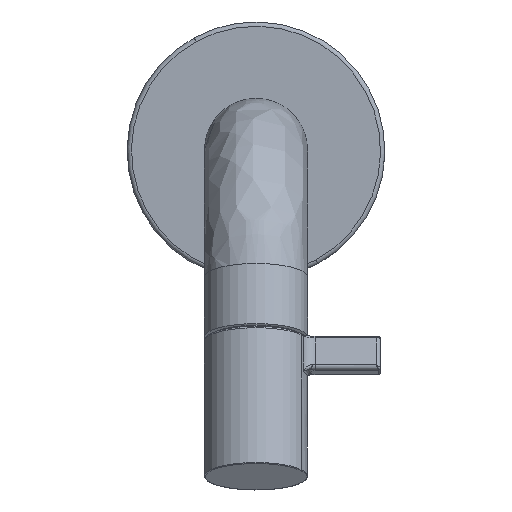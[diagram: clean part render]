
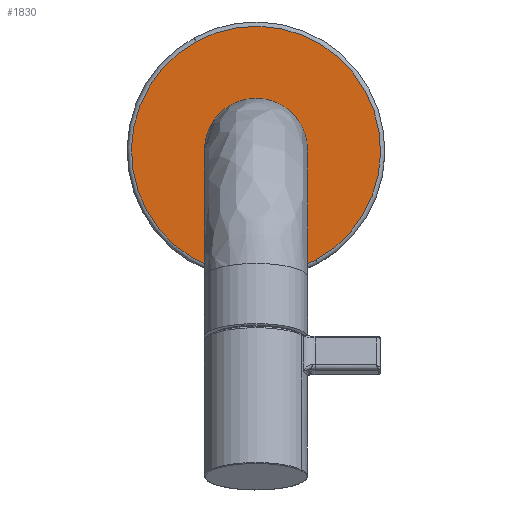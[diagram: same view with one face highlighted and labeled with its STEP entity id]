
A CAD part, top view. The second image highlights one B-rep face of the part: STEP entity #1830.
In plain terms, the highlighted planar face has unit normal (0, 0, 1).
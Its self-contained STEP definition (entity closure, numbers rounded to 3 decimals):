
#45 = ORIENTED_EDGE ( 'NONE', *, *, #1116, .F. ) ;
#69 = VERTEX_POINT ( 'NONE', #1826 ) ;
#70 = CIRCLE ( 'NONE', #259, 29. ) ;
#81 = AXIS2_PLACEMENT_3D ( 'NONE', #370, #226, #1853 ) ;
#87 = ORIENTED_EDGE ( 'NONE', *, *, #1387, .F. ) ;
#121 = ORIENTED_EDGE ( 'NONE', *, *, #969, .T. ) ;
#226 = DIRECTION ( 'NONE',  ( 0., 0., 1. ) ) ;
#229 = ORIENTED_EDGE ( 'NONE', *, *, #726, .T. ) ;
#234 = FACE_BOUND ( 'NONE', #1035, .T. ) ;
#259 = AXIS2_PLACEMENT_3D ( 'NONE', #1880, #558, #998 ) ;
#289 = CARTESIAN_POINT ( 'NONE',  ( 0., 12.9, 8. ) ) ;
#294 = CIRCLE ( 'NONE', #1285, 29. ) ;
#370 = CARTESIAN_POINT ( 'NONE',  ( 0., 0., 8. ) ) ;
#445 = DIRECTION ( 'NONE',  ( 0., 0., 1. ) ) ;
#558 = DIRECTION ( 'NONE',  ( 0., 0., 1. ) ) ;
#681 = AXIS2_PLACEMENT_3D ( 'NONE', #289, #445, #1453 ) ;
#710 = CARTESIAN_POINT ( 'NONE',  ( 13.903, -25.45, 8. ) ) ;
#726 = EDGE_CURVE ( 'NONE', #806, #1694, #70, .T. ) ;
#737 = CARTESIAN_POINT ( 'NONE',  ( -13.903, 25.45, 8. ) ) ;
#749 = DIRECTION ( 'NONE',  ( 1., 0., 0. ) ) ;
#766 = CARTESIAN_POINT ( 'NONE',  ( 0., 0., 8. ) ) ;
#806 = VERTEX_POINT ( 'NONE', #710 ) ;
#833 = CIRCLE ( 'NONE', #81, 12. ) ;
#925 = DIRECTION ( 'NONE',  ( 0., -1., 0. ) ) ;
#940 = CARTESIAN_POINT ( 'NONE',  ( 0., 0., 8. ) ) ;
#969 = EDGE_CURVE ( 'NONE', #1694, #806, #294, .T. ) ;
#998 = DIRECTION ( 'NONE',  ( 1., 0., 0. ) ) ;
#1007 = VERTEX_POINT ( 'NONE', #1604 ) ;
#1008 = FACE_OUTER_BOUND ( 'NONE', #1200, .T. ) ;
#1021 = PLANE ( 'NONE',  #681 ) ;
#1035 = EDGE_LOOP ( 'NONE', ( #45, #87 ) ) ;
#1091 = DIRECTION ( 'NONE',  ( 0., 0., 1. ) ) ;
#1116 = EDGE_CURVE ( 'NONE', #69, #1007, #1523, .T. ) ;
#1181 = DIRECTION ( 'NONE',  ( 0., 0., 1. ) ) ;
#1200 = EDGE_LOOP ( 'NONE', ( #229, #121 ) ) ;
#1285 = AXIS2_PLACEMENT_3D ( 'NONE', #766, #1181, #749 ) ;
#1387 = EDGE_CURVE ( 'NONE', #1007, #69, #833, .T. ) ;
#1453 = DIRECTION ( 'NONE',  ( 0., 1., 0. ) ) ;
#1523 = CIRCLE ( 'NONE', #1612, 12. ) ;
#1604 = CARTESIAN_POINT ( 'NONE',  ( 12., 0., 8. ) ) ;
#1612 = AXIS2_PLACEMENT_3D ( 'NONE', #940, #1091, #925 ) ;
#1694 = VERTEX_POINT ( 'NONE', #737 ) ;
#1826 = CARTESIAN_POINT ( 'NONE',  ( -12., 0., 8. ) ) ;
#1830 = ADVANCED_FACE ( 'NONE', ( #234, #1008 ), #1021, .T. ) ;
#1853 = DIRECTION ( 'NONE',  ( 0., -1., 0. ) ) ;
#1880 = CARTESIAN_POINT ( 'NONE',  ( 0., 0., 8. ) ) ;
